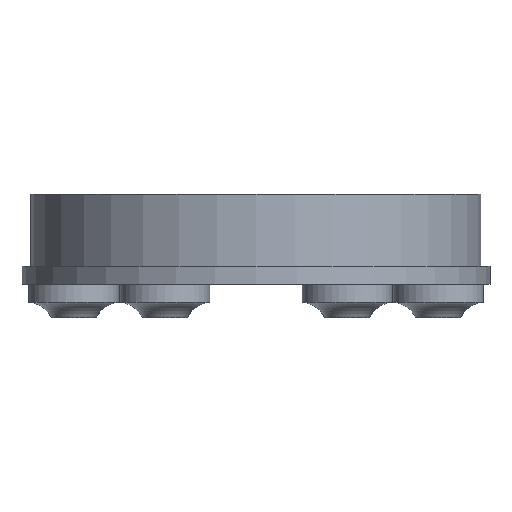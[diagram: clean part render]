
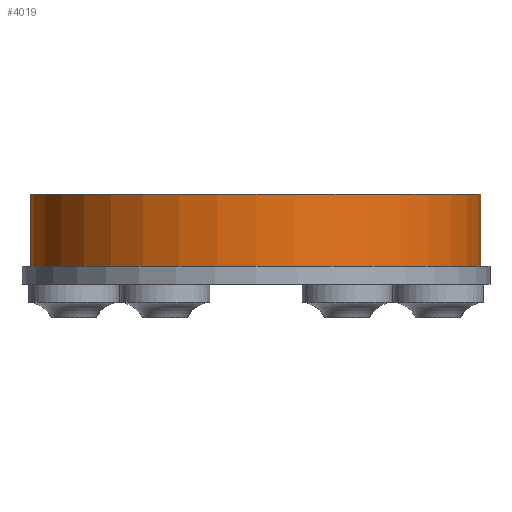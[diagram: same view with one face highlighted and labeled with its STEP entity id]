
A CAD part, front view. The second image highlights one B-rep face of the part: STEP entity #4019.
In plain terms, the highlighted cylindrical face has radius 25 mm (diameter 50 mm), a full revolution.
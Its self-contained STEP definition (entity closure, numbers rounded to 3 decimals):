
#78=CIRCLE('',#4089,25.);
#130=CIRCLE('',#4201,25.);
#161=CYLINDRICAL_SURFACE('',#4200,25.);
#720=FACE_OUTER_BOUND('',#984,.T.);
#984=EDGE_LOOP('',(#3695,#3696,#3697,#3698));
#1280=LINE('',#7959,#1571);
#1571=VECTOR('',#4850,25.);
#1825=VERTEX_POINT('',#7031);
#1957=VERTEX_POINT('',#7958);
#2336=EDGE_CURVE('',#1825,#1825,#78,.T.);
#2538=EDGE_CURVE('',#1825,#1957,#1280,.T.);
#2539=EDGE_CURVE('',#1957,#1957,#130,.T.);
#3695=ORIENTED_EDGE('',*,*,#2336,.F.);
#3696=ORIENTED_EDGE('',*,*,#2538,.T.);
#3697=ORIENTED_EDGE('',*,*,#2539,.T.);
#3698=ORIENTED_EDGE('',*,*,#2538,.F.);
#4019=ADVANCED_FACE('',(#720),#161,.T.);
#4089=AXIS2_PLACEMENT_3D('',#7032,#4536,#4537);
#4200=AXIS2_PLACEMENT_3D('',#7957,#4848,#4849);
#4201=AXIS2_PLACEMENT_3D('',#7960,#4851,#4852);
#4536=DIRECTION('center_axis',(0.,0.,1.));
#4537=DIRECTION('ref_axis',(1.,0.,0.));
#4848=DIRECTION('center_axis',(0.,0.,1.));
#4849=DIRECTION('ref_axis',(1.,0.,0.));
#4850=DIRECTION('',(0.,0.,-1.));
#4851=DIRECTION('center_axis',(0.,0.,1.));
#4852=DIRECTION('ref_axis',(1.,0.,0.));
#7031=CARTESIAN_POINT('',(-25.,0.,29.));
#7032=CARTESIAN_POINT('Origin',(0.,0.,29.));
#7957=CARTESIAN_POINT('Origin',(0.,0.,19.));
#7958=CARTESIAN_POINT('',(-25.,0.,21.));
#7959=CARTESIAN_POINT('',(-25.,0.,19.));
#7960=CARTESIAN_POINT('Origin',(0.,0.,21.));
